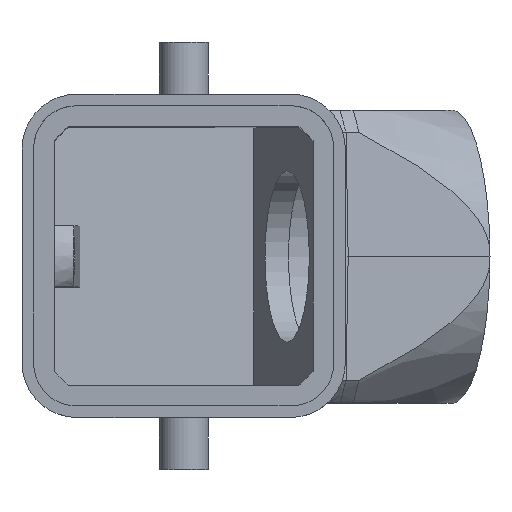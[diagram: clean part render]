
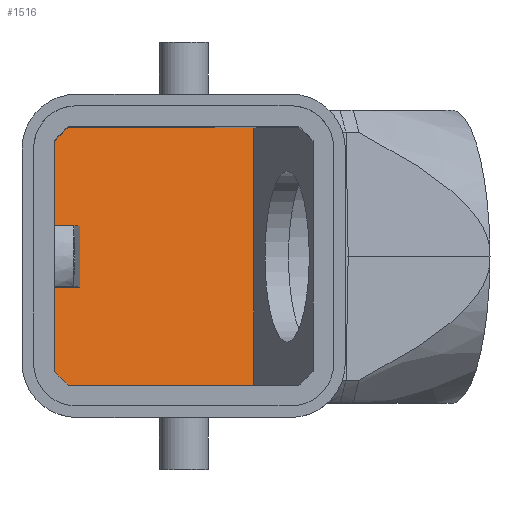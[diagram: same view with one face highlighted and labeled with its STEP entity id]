
A CAD part, top view. The second image highlights one B-rep face of the part: STEP entity #1516.
In plain terms, the highlighted planar face has unit normal (0.259, 0, 0.966).
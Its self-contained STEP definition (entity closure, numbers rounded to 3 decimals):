
#612=ELLIPSE('',#4362,14.701,14.2);
#613=ELLIPSE('',#4366,14.701,14.2);
#670=PLANE('',#4367);
#867=LINE('',#5953,#1192);
#870=LINE('',#5959,#1195);
#874=LINE('',#5968,#1199);
#876=LINE('',#5971,#1201);
#880=LINE('',#5983,#1205);
#882=LINE('',#5987,#1207);
#883=LINE('',#5991,#1208);
#884=LINE('',#5993,#1209);
#1192=VECTOR('',#4730,1.);
#1195=VECTOR('',#4735,1.);
#1199=VECTOR('',#4741,1.);
#1201=VECTOR('',#4743,1.);
#1205=VECTOR('',#4755,1.);
#1207=VECTOR('',#4759,1.);
#1208=VECTOR('',#4764,1.);
#1209=VECTOR('',#4765,1.);
#1516=ADVANCED_FACE('',(#1712),#670,.T.);
#1712=FACE_OUTER_BOUND('',#1908,.T.);
#1908=EDGE_LOOP('',(#2385,#2386,#2387,#2388,#2389,#2390,#2391,#2392,#2393,
#2394));
#2385=ORIENTED_EDGE('',*,*,#3765,.F.);
#2386=ORIENTED_EDGE('',*,*,#3773,.T.);
#2387=ORIENTED_EDGE('',*,*,#3756,.F.);
#2388=ORIENTED_EDGE('',*,*,#3759,.T.);
#2389=ORIENTED_EDGE('',*,*,#3763,.F.);
#2390=ORIENTED_EDGE('',*,*,#3774,.T.);
#2391=ORIENTED_EDGE('',*,*,#3775,.F.);
#2392=ORIENTED_EDGE('',*,*,#3776,.F.);
#2393=ORIENTED_EDGE('',*,*,#3771,.F.);
#2394=ORIENTED_EDGE('',*,*,#3768,.F.);
#3385=VERTEX_POINT('',#5952);
#3386=VERTEX_POINT('',#5954);
#3387=VERTEX_POINT('',#5958);
#3388=VERTEX_POINT('',#5962);
#3391=VERTEX_POINT('',#5967);
#3392=VERTEX_POINT('',#5970);
#3394=VERTEX_POINT('',#5975);
#3397=VERTEX_POINT('',#5984);
#3398=VERTEX_POINT('',#5990);
#3399=VERTEX_POINT('',#5992);
#3756=EDGE_CURVE('',#3385,#3386,#867,.T.);
#3759=EDGE_CURVE('',#3385,#3387,#870,.T.);
#3763=EDGE_CURVE('',#3391,#3387,#874,.T.);
#3765=EDGE_CURVE('',#3392,#3388,#876,.T.);
#3768=EDGE_CURVE('',#3388,#3394,#612,.T.);
#3771=EDGE_CURVE('',#3394,#3397,#880,.T.);
#3773=EDGE_CURVE('',#3392,#3386,#882,.T.);
#3774=EDGE_CURVE('',#3391,#3398,#613,.T.);
#3775=EDGE_CURVE('',#3399,#3398,#883,.T.);
#3776=EDGE_CURVE('',#3397,#3399,#884,.T.);
#4362=AXIS2_PLACEMENT_3D('',#5977,#4749,#4750);
#4366=AXIS2_PLACEMENT_3D('',#5989,#4762,#4763);
#4367=AXIS2_PLACEMENT_3D('',#5994,#4766,#4767);
#4730=DIRECTION('',(0.,1.,0.));
#4735=DIRECTION('',(-0.966,0.,0.259));
#4741=DIRECTION('',(0.,1.,0.));
#4743=DIRECTION('',(0.,1.,0.));
#4749=DIRECTION('',(-0.259,0.,-0.966));
#4750=DIRECTION('',(-0.966,0.,0.259));
#4755=DIRECTION('',(0.966,0.,-0.259));
#4759=DIRECTION('',(0.966,0.,-0.259));
#4762=DIRECTION('',(0.259,0.,0.966));
#4763=DIRECTION('',(-0.966,0.,0.259));
#4764=DIRECTION('',(-0.966,0.,0.259));
#4765=DIRECTION('',(0.,-1.,0.));
#4766=DIRECTION('',(0.259,0.,0.966));
#4767=DIRECTION('',(0.966,0.,-0.259));
#5952=CARTESIAN_POINT('',(-8.517,-2.5,-31.397));
#5953=CARTESIAN_POINT('',(-8.517,-13.235,-31.397));
#5954=CARTESIAN_POINT('',(-8.517,2.5,-31.397));
#5958=CARTESIAN_POINT('',(-10.6,-2.5,-30.839));
#5959=CARTESIAN_POINT('',(-8.28,-2.5,-31.46));
#5962=CARTESIAN_POINT('',(-10.6,9.449,-30.839));
#5967=CARTESIAN_POINT('',(-10.6,-9.449,-30.839));
#5968=CARTESIAN_POINT('',(-10.6,-9.549,-30.839));
#5970=CARTESIAN_POINT('',(-10.6,2.5,-30.839));
#5971=CARTESIAN_POINT('',(-10.6,-13.235,-30.839));
#5975=CARTESIAN_POINT('',(-9.449,10.6,-31.147));
#5977=CARTESIAN_POINT('',(0.,0.,-33.679));
#5983=CARTESIAN_POINT('',(-9.494,10.6,-31.135));
#5984=CARTESIAN_POINT('',(5.734,10.6,-35.215));
#5987=CARTESIAN_POINT('',(-9.118,2.5,-31.236));
#5989=CARTESIAN_POINT('',(0.,0.,-33.679));
#5990=CARTESIAN_POINT('',(-9.449,-10.6,-31.147));
#5991=CARTESIAN_POINT('',(-21.224,-10.6,-27.992));
#5992=CARTESIAN_POINT('',(5.734,-10.6,-35.215));
#5993=CARTESIAN_POINT('',(5.734,-13.235,-35.215));
#5994=CARTESIAN_POINT('',(-9.494,-13.235,-31.135));
